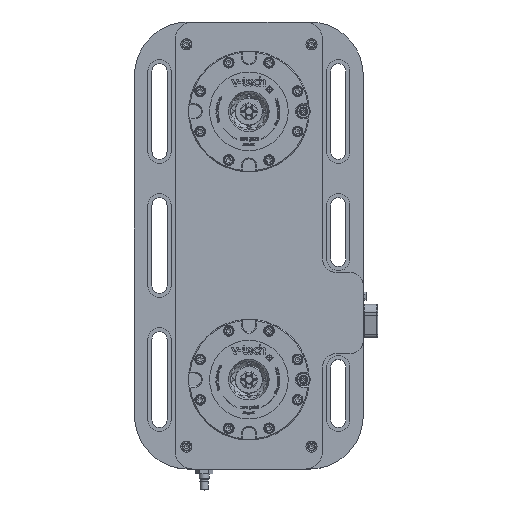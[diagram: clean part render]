
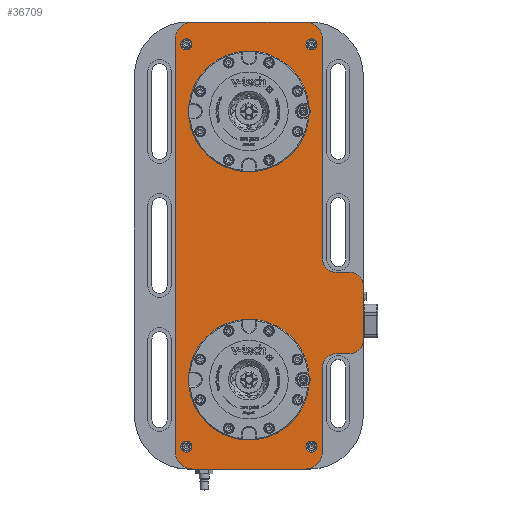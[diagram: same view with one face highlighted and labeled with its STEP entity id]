
A CAD part, top view. The second image highlights one B-rep face of the part: STEP entity #36709.
In plain terms, the highlighted planar face has unit normal (0, 0, 1).
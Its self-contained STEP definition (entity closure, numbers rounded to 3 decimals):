
#4143=FACE_BOUND('',#7562,.T.);
#4144=FACE_BOUND('',#7563,.T.);
#4145=FACE_BOUND('',#7564,.T.);
#4146=FACE_BOUND('',#7565,.T.);
#4147=FACE_BOUND('',#7566,.T.);
#4148=FACE_BOUND('',#7567,.T.);
#4485=PLANE('',#39215);
#5497=FACE_OUTER_BOUND('',#7561,.T.);
#7561=EDGE_LOOP('',(#26082,#26083,#26084,#26085,#26086,#26087,#26088,#26089,
#26090,#26091,#26092,#26093,#26094,#26095,#26096,#26097));
#7562=EDGE_LOOP('',(#26098));
#7563=EDGE_LOOP('',(#26099));
#7564=EDGE_LOOP('',(#26100,#26101,#26102));
#7565=EDGE_LOOP('',(#26103,#26104,#26105));
#7566=EDGE_LOOP('',(#26106));
#7567=EDGE_LOOP('',(#26107));
#9848=LINE('',#49155,#12861);
#9872=LINE('',#49210,#12885);
#9985=LINE('',#49638,#12998);
#9986=LINE('',#49642,#12999);
#9987=LINE('',#49646,#13000);
#9988=LINE('',#49650,#13001);
#9989=LINE('',#49655,#13002);
#9990=LINE('',#49658,#13003);
#12861=VECTOR('',#41463,10.);
#12885=VECTOR('',#41511,10.);
#12998=VECTOR('',#41952,10.);
#12999=VECTOR('',#41955,10.);
#13000=VECTOR('',#41958,10.);
#13001=VECTOR('',#41961,10.);
#13002=VECTOR('',#41966,10.);
#13003=VECTOR('',#41969,10.);
#15975=CIRCLE('',#39214,6.188);
#15976=CIRCLE('',#39216,15.);
#15977=CIRCLE('',#39217,15.);
#15978=CIRCLE('',#39218,15.);
#15979=CIRCLE('',#39219,19.5);
#15980=CIRCLE('',#39220,19.5);
#15981=CIRCLE('',#39221,19.5);
#15982=CIRCLE('',#39222,19.5);
#15983=CIRCLE('',#39223,15.);
#15984=CIRCLE('',#39224,6.188);
#15985=CIRCLE('',#39225,6.188);
#15986=CIRCLE('',#39226,7.5);
#15987=CIRCLE('',#39227,7.5);
#15988=CIRCLE('',#39228,67.5);
#15989=CIRCLE('',#39229,7.5);
#15990=CIRCLE('',#39230,7.5);
#15991=CIRCLE('',#39231,67.5);
#15992=CIRCLE('',#39232,6.188);
#16750=VERTEX_POINT('',#49152);
#16751=VERTEX_POINT('',#49154);
#16769=VERTEX_POINT('',#49207);
#16770=VERTEX_POINT('',#49209);
#16918=VERTEX_POINT('',#49629);
#16919=VERTEX_POINT('',#49633);
#16920=VERTEX_POINT('',#49635);
#16921=VERTEX_POINT('',#49637);
#16922=VERTEX_POINT('',#49639);
#16923=VERTEX_POINT('',#49641);
#16924=VERTEX_POINT('',#49643);
#16925=VERTEX_POINT('',#49645);
#16926=VERTEX_POINT('',#49647);
#16927=VERTEX_POINT('',#49649);
#16928=VERTEX_POINT('',#49652);
#16929=VERTEX_POINT('',#49654);
#16930=VERTEX_POINT('',#49656);
#16931=VERTEX_POINT('',#49659);
#16932=VERTEX_POINT('',#49661);
#16933=VERTEX_POINT('',#49663);
#16934=VERTEX_POINT('',#49664);
#16935=VERTEX_POINT('',#49666);
#16936=VERTEX_POINT('',#49669);
#16937=VERTEX_POINT('',#49670);
#16938=VERTEX_POINT('',#49672);
#16939=VERTEX_POINT('',#49675);
#20316=EDGE_CURVE('',#16751,#16750,#9848,.T.);
#20344=EDGE_CURVE('',#16770,#16769,#9872,.T.);
#20553=EDGE_CURVE('',#16918,#16918,#15975,.T.);
#20555=EDGE_CURVE('',#16770,#16919,#15976,.T.);
#20556=EDGE_CURVE('',#16920,#16769,#15977,.T.);
#20557=EDGE_CURVE('',#16920,#16921,#9985,.T.);
#20558=EDGE_CURVE('',#16922,#16921,#15978,.T.);
#20559=EDGE_CURVE('',#16922,#16923,#9986,.T.);
#20560=EDGE_CURVE('',#16923,#16924,#15979,.T.);
#20561=EDGE_CURVE('',#16924,#16925,#9987,.T.);
#20562=EDGE_CURVE('',#16925,#16926,#15980,.T.);
#20563=EDGE_CURVE('',#16926,#16927,#9988,.T.);
#20564=EDGE_CURVE('',#16927,#16751,#15981,.T.);
#20565=EDGE_CURVE('',#16750,#16928,#15982,.T.);
#20566=EDGE_CURVE('',#16928,#16929,#9989,.T.);
#20567=EDGE_CURVE('',#16930,#16929,#15983,.T.);
#20568=EDGE_CURVE('',#16930,#16919,#9990,.T.);
#20569=EDGE_CURVE('',#16931,#16931,#15984,.T.);
#20570=EDGE_CURVE('',#16932,#16932,#15985,.T.);
#20571=EDGE_CURVE('',#16933,#16934,#15986,.T.);
#20572=EDGE_CURVE('',#16934,#16935,#15987,.T.);
#20573=EDGE_CURVE('',#16935,#16933,#15988,.T.);
#20574=EDGE_CURVE('',#16936,#16937,#15989,.T.);
#20575=EDGE_CURVE('',#16937,#16938,#15990,.T.);
#20576=EDGE_CURVE('',#16938,#16936,#15991,.T.);
#20577=EDGE_CURVE('',#16939,#16939,#15992,.T.);
#26082=ORIENTED_EDGE('',*,*,#20555,.F.);
#26083=ORIENTED_EDGE('',*,*,#20344,.T.);
#26084=ORIENTED_EDGE('',*,*,#20556,.F.);
#26085=ORIENTED_EDGE('',*,*,#20557,.T.);
#26086=ORIENTED_EDGE('',*,*,#20558,.F.);
#26087=ORIENTED_EDGE('',*,*,#20559,.T.);
#26088=ORIENTED_EDGE('',*,*,#20560,.T.);
#26089=ORIENTED_EDGE('',*,*,#20561,.T.);
#26090=ORIENTED_EDGE('',*,*,#20562,.T.);
#26091=ORIENTED_EDGE('',*,*,#20563,.T.);
#26092=ORIENTED_EDGE('',*,*,#20564,.T.);
#26093=ORIENTED_EDGE('',*,*,#20316,.T.);
#26094=ORIENTED_EDGE('',*,*,#20565,.T.);
#26095=ORIENTED_EDGE('',*,*,#20566,.T.);
#26096=ORIENTED_EDGE('',*,*,#20567,.F.);
#26097=ORIENTED_EDGE('',*,*,#20568,.T.);
#26098=ORIENTED_EDGE('',*,*,#20569,.F.);
#26099=ORIENTED_EDGE('',*,*,#20570,.F.);
#26100=ORIENTED_EDGE('',*,*,#20571,.T.);
#26101=ORIENTED_EDGE('',*,*,#20572,.T.);
#26102=ORIENTED_EDGE('',*,*,#20573,.T.);
#26103=ORIENTED_EDGE('',*,*,#20574,.T.);
#26104=ORIENTED_EDGE('',*,*,#20575,.T.);
#26105=ORIENTED_EDGE('',*,*,#20576,.T.);
#26106=ORIENTED_EDGE('',*,*,#20577,.F.);
#26107=ORIENTED_EDGE('',*,*,#20553,.F.);
#36709=ADVANCED_FACE('',(#5497,#4143,#4144,#4145,#4146,#4147,#4148),#4485,
 .T.);
#39214=AXIS2_PLACEMENT_3D('',#49630,#41943,#41944);
#39215=AXIS2_PLACEMENT_3D('',#49632,#41946,#41947);
#39216=AXIS2_PLACEMENT_3D('',#49634,#41948,#41949);
#39217=AXIS2_PLACEMENT_3D('',#49636,#41950,#41951);
#39218=AXIS2_PLACEMENT_3D('',#49640,#41953,#41954);
#39219=AXIS2_PLACEMENT_3D('',#49644,#41956,#41957);
#39220=AXIS2_PLACEMENT_3D('',#49648,#41959,#41960);
#39221=AXIS2_PLACEMENT_3D('',#49651,#41962,#41963);
#39222=AXIS2_PLACEMENT_3D('',#49653,#41964,#41965);
#39223=AXIS2_PLACEMENT_3D('',#49657,#41967,#41968);
#39224=AXIS2_PLACEMENT_3D('',#49660,#41970,#41971);
#39225=AXIS2_PLACEMENT_3D('',#49662,#41972,#41973);
#39226=AXIS2_PLACEMENT_3D('',#49665,#41974,#41975);
#39227=AXIS2_PLACEMENT_3D('',#49667,#41976,#41977);
#39228=AXIS2_PLACEMENT_3D('',#49668,#41978,#41979);
#39229=AXIS2_PLACEMENT_3D('',#49671,#41980,#41981);
#39230=AXIS2_PLACEMENT_3D('',#49673,#41982,#41983);
#39231=AXIS2_PLACEMENT_3D('',#49674,#41984,#41985);
#39232=AXIS2_PLACEMENT_3D('',#49676,#41986,#41987);
#41463=DIRECTION('',(1.,0.,0.));
#41511=DIRECTION('',(0.,1.,0.));
#41943=DIRECTION('center_axis',(0.,0.,1.));
#41944=DIRECTION('ref_axis',(-1.,0.,0.));
#41946=DIRECTION('center_axis',(0.,0.,1.));
#41947=DIRECTION('ref_axis',(1.,0.,0.));
#41948=DIRECTION('center_axis',(0.,0.,-1.));
#41949=DIRECTION('ref_axis',(0.707,-0.707,0.));
#41950=DIRECTION('center_axis',(0.,0.,-1.));
#41951=DIRECTION('ref_axis',(0.707,0.707,0.));
#41952=DIRECTION('',(-1.,0.,0.));
#41953=DIRECTION('center_axis',(0.,0.,1.));
#41954=DIRECTION('ref_axis',(-0.707,-0.707,0.));
#41955=DIRECTION('',(0.,1.,0.));
#41956=DIRECTION('center_axis',(0.,0.,1.));
#41957=DIRECTION('ref_axis',(-1.,0.,0.));
#41958=DIRECTION('',(-1.,0.,0.));
#41959=DIRECTION('center_axis',(0.,0.,1.));
#41960=DIRECTION('ref_axis',(0.,-1.,0.));
#41961=DIRECTION('',(0.,-1.,0.));
#41962=DIRECTION('center_axis',(0.,0.,1.));
#41963=DIRECTION('ref_axis',(1.,0.,0.));
#41964=DIRECTION('center_axis',(0.,0.,1.));
#41965=DIRECTION('ref_axis',(0.,1.,0.));
#41966=DIRECTION('',(0.,1.,0.));
#41967=DIRECTION('center_axis',(0.,0.,1.));
#41968=DIRECTION('ref_axis',(-0.707,0.707,0.));
#41969=DIRECTION('',(1.,0.,0.));
#41970=DIRECTION('center_axis',(0.,0.,1.));
#41971=DIRECTION('ref_axis',(-1.,0.,0.));
#41972=DIRECTION('center_axis',(0.,0.,1.));
#41973=DIRECTION('ref_axis',(-1.,0.,0.));
#41974=DIRECTION('center_axis',(0.,0.,-1.));
#41975=DIRECTION('ref_axis',(-1.,0.,0.));
#41976=DIRECTION('center_axis',(0.,0.,-1.));
#41977=DIRECTION('ref_axis',(-1.,0.,0.));
#41978=DIRECTION('center_axis',(0.,0.,-1.));
#41979=DIRECTION('ref_axis',(-1.,0.,0.));
#41980=DIRECTION('center_axis',(0.,0.,-1.));
#41981=DIRECTION('ref_axis',(-1.,0.,0.));
#41982=DIRECTION('center_axis',(0.,0.,-1.));
#41983=DIRECTION('ref_axis',(-1.,0.,0.));
#41984=DIRECTION('center_axis',(0.,0.,-1.));
#41985=DIRECTION('ref_axis',(-1.,0.,0.));
#41986=DIRECTION('center_axis',(0.,0.,1.));
#41987=DIRECTION('ref_axis',(-1.,0.,0.));
#49152=CARTESIAN_POINT('',(63.,-250.,36.));
#49154=CARTESIAN_POINT('',(-63.,-250.,36.));
#49155=CARTESIAN_POINT('',(128.,-250.,36.));
#49207=CARTESIAN_POINT('',(128.,-45.,36.));
#49209=CARTESIAN_POINT('',(128.,-106.,36.));
#49210=CARTESIAN_POINT('',(128.,250.,36.));
#49629=CARTESIAN_POINT('',(76.188,-225.,36.));
#49630=CARTESIAN_POINT('Origin',(70.,-225.,36.));
#49632=CARTESIAN_POINT('Origin',(0.,0.,36.));
#49633=CARTESIAN_POINT('',(113.,-121.,36.));
#49634=CARTESIAN_POINT('Origin',(113.,-106.,36.));
#49635=CARTESIAN_POINT('',(113.,-30.,36.));
#49636=CARTESIAN_POINT('Origin',(113.,-45.,36.));
#49637=CARTESIAN_POINT('',(97.5,-30.,36.));
#49638=CARTESIAN_POINT('',(41.25,-30.,36.));
#49639=CARTESIAN_POINT('',(82.5,-15.,36.));
#49640=CARTESIAN_POINT('Origin',(97.5,-15.,36.));
#49641=CARTESIAN_POINT('',(82.5,230.5,36.));
#49642=CARTESIAN_POINT('',(82.5,115.25,36.));
#49643=CARTESIAN_POINT('',(63.,250.,36.));
#49644=CARTESIAN_POINT('Origin',(63.,230.5,36.));
#49645=CARTESIAN_POINT('',(-63.,250.,36.));
#49646=CARTESIAN_POINT('',(-128.,250.,36.));
#49647=CARTESIAN_POINT('',(-82.5,230.5,36.));
#49648=CARTESIAN_POINT('Origin',(-63.,230.5,36.));
#49649=CARTESIAN_POINT('',(-82.5,-230.5,36.));
#49650=CARTESIAN_POINT('',(-82.5,-115.25,36.));
#49651=CARTESIAN_POINT('Origin',(-63.,-230.5,36.));
#49652=CARTESIAN_POINT('',(82.5,-230.5,36.));
#49653=CARTESIAN_POINT('Origin',(63.,-230.5,36.));
#49654=CARTESIAN_POINT('',(82.5,-136.,36.));
#49655=CARTESIAN_POINT('',(82.5,115.25,36.));
#49656=CARTESIAN_POINT('',(97.5,-121.,36.));
#49657=CARTESIAN_POINT('Origin',(97.5,-136.,36.));
#49658=CARTESIAN_POINT('',(64.,-121.,36.));
#49659=CARTESIAN_POINT('',(76.188,225.,36.));
#49660=CARTESIAN_POINT('Origin',(70.,225.,36.));
#49661=CARTESIAN_POINT('',(-63.812,-225.,36.));
#49662=CARTESIAN_POINT('Origin',(-70.,-225.,36.));
#49663=CARTESIAN_POINT('',(67.385,-146.066,36.));
#49664=CARTESIAN_POINT('',(68.5,-150.,36.));
#49665=CARTESIAN_POINT('Origin',(61.,-150.,36.));
#49666=CARTESIAN_POINT('',(67.385,-153.934,36.));
#49667=CARTESIAN_POINT('Origin',(61.,-150.,36.));
#49668=CARTESIAN_POINT('Origin',(0.,-150.,36.));
#49669=CARTESIAN_POINT('',(67.385,153.934,36.));
#49670=CARTESIAN_POINT('',(68.5,150.,36.));
#49671=CARTESIAN_POINT('Origin',(61.,150.,36.));
#49672=CARTESIAN_POINT('',(67.385,146.066,36.));
#49673=CARTESIAN_POINT('Origin',(61.,150.,36.));
#49674=CARTESIAN_POINT('Origin',(0.,150.,36.));
#49675=CARTESIAN_POINT('',(-63.812,225.,36.));
#49676=CARTESIAN_POINT('Origin',(-70.,225.,36.));
